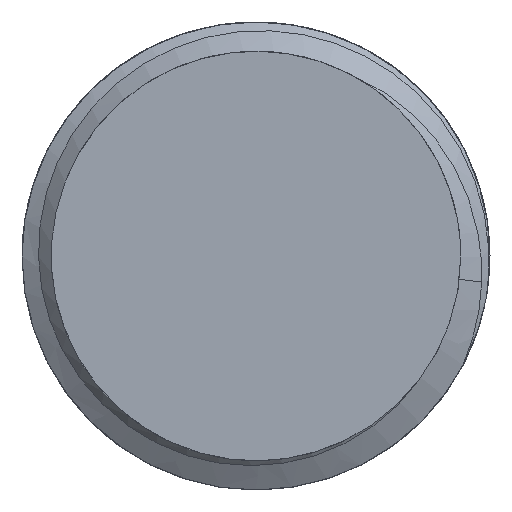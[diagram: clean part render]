
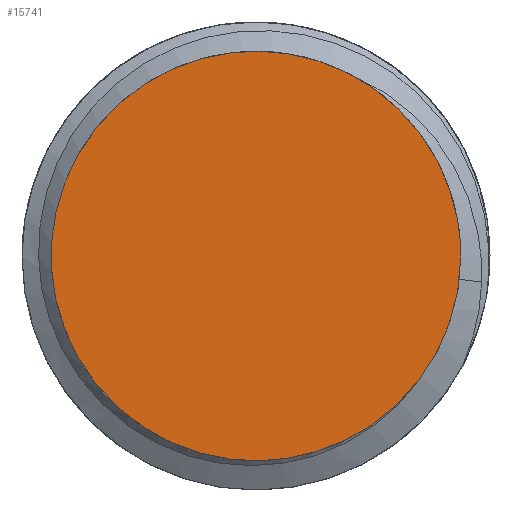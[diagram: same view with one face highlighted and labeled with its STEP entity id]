
A CAD part, front view. The second image highlights one B-rep face of the part: STEP entity #15741.
In plain terms, the highlighted free-form (B-spline) face has degree [1, 1] with [2, 2] control points.
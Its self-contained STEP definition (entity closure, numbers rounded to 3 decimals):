
#15707=CARTESIAN_POINT('',(3.5,0.,0.));
#15708=VERTEX_POINT('',#15707);
#15709=CARTESIAN_POINT('',(3.5,0.,0.));
#15710=CARTESIAN_POINT('',(3.5,0.,-3.5));
#15711=CARTESIAN_POINT('',(0.,0.,-3.5));
#15712=CARTESIAN_POINT('',(-3.5,0.,-3.5));
#15713=CARTESIAN_POINT('',(-3.5,0.,0.));
#15714=CARTESIAN_POINT('',(-3.5,0.,3.5));
#15715=CARTESIAN_POINT('',(0.,0.,3.5));
#15716=CARTESIAN_POINT('',(3.5,0.,3.5));
#15717=CARTESIAN_POINT('',(3.5,0.,0.));
#15718=(BOUNDED_CURVE()B_SPLINE_CURVE(2,(#15709,#15710,#15711,#15712,#15713,#15714,#15715,#15716,#15717),.CIRCULAR_ARC.,.T.,.U.)B_SPLINE_CURVE_WITH_KNOTS((3,2,2,2,3),(0.,0.25,0.5,0.75,1.),.UNSPECIFIED.)CURVE()GEOMETRIC_REPRESENTATION_ITEM()RATIONAL_B_SPLINE_CURVE((1.,0.707,1.,0.707,1.,0.707,1.,0.707,1.))REPRESENTATION_ITEM(''));
#15719=EDGE_CURVE('',#15708,#15708,#15718,.T.);
#15733=CARTESIAN_POINT('',(-10.5,0.,-10.5));
#15734=CARTESIAN_POINT('',(-10.5,0.,10.5));
#15735=CARTESIAN_POINT('',(10.5,0.,-10.5));
#15736=CARTESIAN_POINT('',(10.5,0.,10.5));
#15737=B_SPLINE_SURFACE_WITH_KNOTS('',1,1,((#15733,#15734),(#15735,#15736)),.PLANE_SURF.,.F.,.F.,.U.,(2,2),(2,2),(0.,1.),(0.,1.),.UNSPECIFIED.);
#15738=ORIENTED_EDGE('',*,*,#15719,.F.);
#15739=EDGE_LOOP('',(#15738));
#15740=FACE_OUTER_BOUND('',#15739,.T.);
#15741=ADVANCED_FACE('',(#15740),#15737,.T.);
